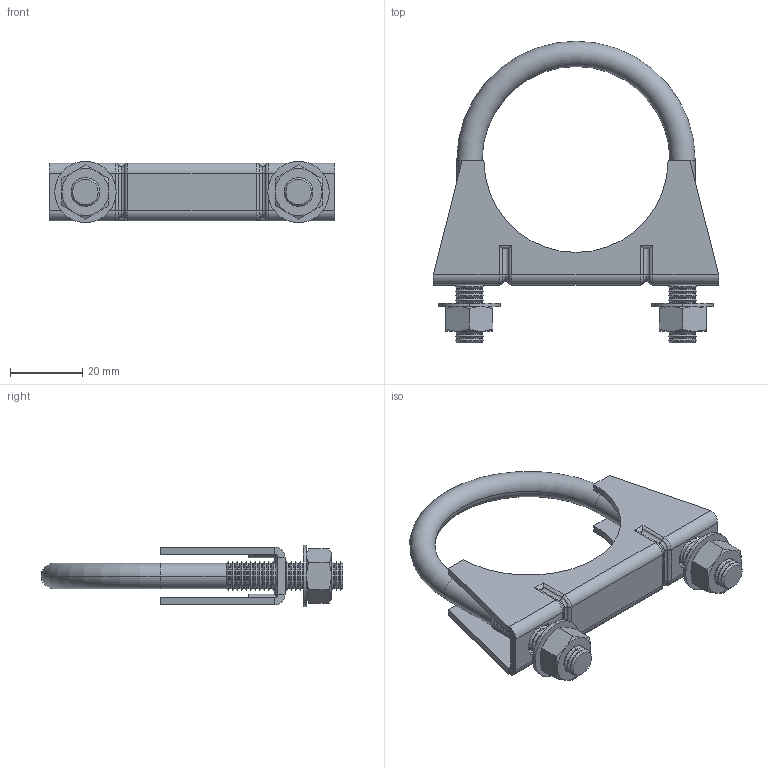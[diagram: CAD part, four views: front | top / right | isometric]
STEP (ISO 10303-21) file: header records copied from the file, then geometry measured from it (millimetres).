
FILE_DESCRIPTION (( 'STEP AP203' ), '1' );
FILE_NAME ('T56900.STEP', '2018-08-02T13:25:58', ( '' ), ( '' ), 'SwSTEP 2.0', 'SolidWorks 2016', '' );
FILE_SCHEMA (( 'CONFIG_CONTROL_DESIGN' ));
Length unit declared in the file: millimetre
Products named in the file (5): T56800; T56600; Hex Nut Style 1 GradeAB_Doughty Fastners_Hexagon Nut ISO - 4032 - M8 - D - S; B Washer_Bright washer BS 4320 - M8 (Form B); T56900
Assembly tree (6 placements, depth 2):
  T56900
    T56800
    T56600
    B Washer_Bright washer BS 4320 - M8 (Form B)  x2
    Hex Nut Style 1 GradeAB_Doughty Fastners_Hexagon Nut ISO - 4032 - M8 - D - S  x2
Bounding box: 79 x 83.5 x 17 mm (x, y, z)
Volume: 16713.8 mm3; surface area: 15260.6 mm2
Topology: 6 solids, 6 shells, 552 faces, 1354 edges, 814 vertices
Faces by surface type: cone 288, cylinder 192, plane 54, torus 18
Entity records: 15311 total; most frequent: DIRECTION 2804, CARTESIAN_POINT 2757, ORIENTED_EDGE 2428, EDGE_CURVE 1214, AXIS2_PLACEMENT_3D 1157, VERTEX_POINT 738, CIRCLE 664, EDGE_LOOP 492
